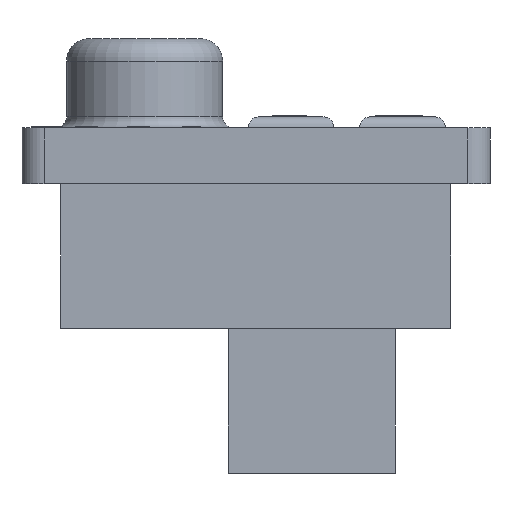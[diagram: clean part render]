
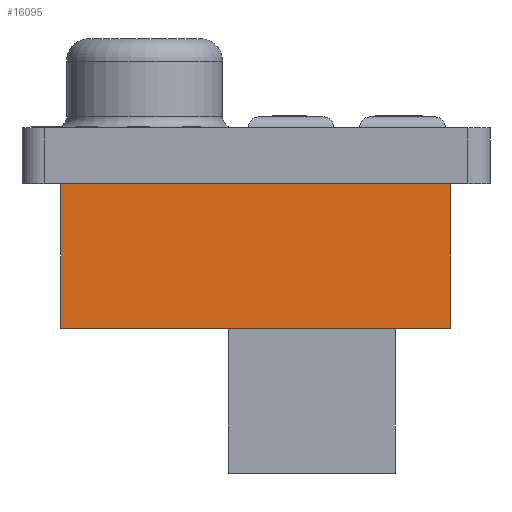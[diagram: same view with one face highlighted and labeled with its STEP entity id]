
A CAD part, left-side view. The second image highlights one B-rep face of the part: STEP entity #16095.
In plain terms, the highlighted planar face has unit normal (-1, 0, 0).
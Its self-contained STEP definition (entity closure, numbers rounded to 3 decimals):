
#1982=FACE_OUTER_BOUND('',#2921,.T.);
#2921=EDGE_LOOP('',(#13960,#13961,#13962,#13963));
#4430=LINE('',#27924,#5943);
#4431=LINE('',#27927,#5944);
#4432=LINE('',#27929,#5945);
#4433=LINE('',#27930,#5946);
#5943=VECTOR('',#19347,10.);
#5944=VECTOR('',#19350,10.);
#5945=VECTOR('',#19351,10.);
#5946=VECTOR('',#19352,10.);
#7414=VERTEX_POINT('',#27920);
#7415=VERTEX_POINT('',#27922);
#7416=VERTEX_POINT('',#27926);
#7417=VERTEX_POINT('',#27928);
#9602=EDGE_CURVE('',#7414,#7415,#4430,.T.);
#9603=EDGE_CURVE('',#7414,#7416,#4431,.T.);
#9604=EDGE_CURVE('',#7417,#7415,#4432,.T.);
#9605=EDGE_CURVE('',#7416,#7417,#4433,.T.);
#13960=ORIENTED_EDGE('',*,*,#9603,.F.);
#13961=ORIENTED_EDGE('',*,*,#9602,.T.);
#13962=ORIENTED_EDGE('',*,*,#9604,.F.);
#13963=ORIENTED_EDGE('',*,*,#9605,.F.);
#14496=PLANE('',#16698);
#16095=ADVANCED_FACE('',(#1982),#14496,.T.);
#16698=AXIS2_PLACEMENT_3D('',#27925,#19348,#19349);
#19347=DIRECTION('',(0.,0.,-1.));
#19348=DIRECTION('center_axis',(-1.,0.,0.));
#19349=DIRECTION('ref_axis',(0.,1.,0.));
#19350=DIRECTION('',(0.,-1.,0.));
#19351=DIRECTION('',(0.,1.,0.));
#19352=DIRECTION('',(0.,0.,-1.));
#27920=CARTESIAN_POINT('',(-30.,17.5,0.));
#27922=CARTESIAN_POINT('',(-30.,17.5,-13.));
#27924=CARTESIAN_POINT('',(-30.,17.5,0.));
#27925=CARTESIAN_POINT('Origin',(-30.,-17.5,0.));
#27926=CARTESIAN_POINT('',(-30.,-17.5,0.));
#27927=CARTESIAN_POINT('',(-30.,-8.75,0.));
#27928=CARTESIAN_POINT('',(-30.,-17.5,-13.));
#27929=CARTESIAN_POINT('',(-30.,-17.5,-13.));
#27930=CARTESIAN_POINT('',(-30.,-17.5,0.));
